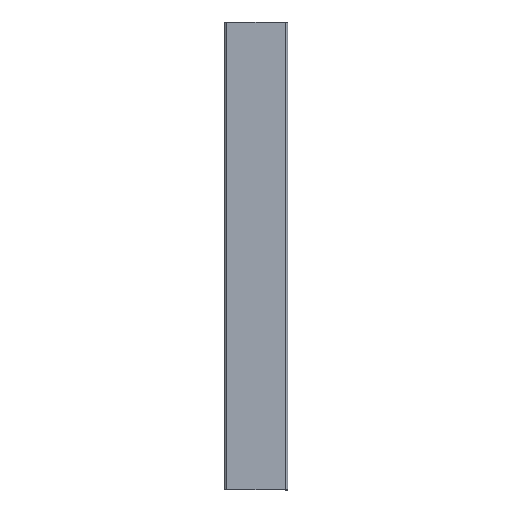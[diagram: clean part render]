
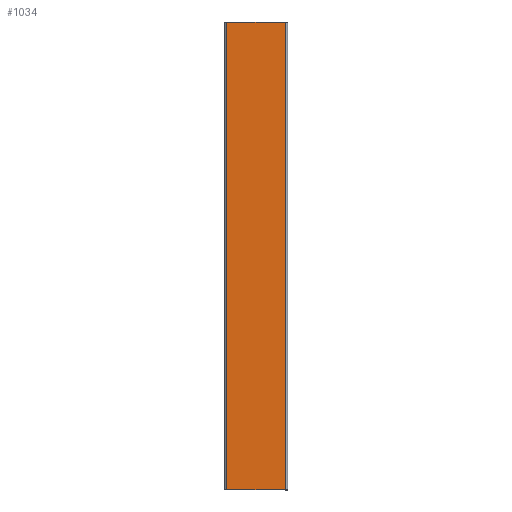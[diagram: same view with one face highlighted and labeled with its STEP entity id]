
A CAD part, top view. The second image highlights one B-rep face of the part: STEP entity #1034.
In plain terms, the highlighted planar face has unit normal (0, 0, 1).
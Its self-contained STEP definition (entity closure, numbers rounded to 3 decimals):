
#95=FACE_OUTER_BOUND('',#148,.T.);
#148=EDGE_LOOP('',(#881,#882,#883,#884));
#268=LINE('',#1674,#393);
#269=LINE('',#1677,#394);
#270=LINE('',#1679,#395);
#271=LINE('',#1680,#396);
#393=VECTOR('',#1373,10.);
#394=VECTOR('',#1376,10.);
#395=VECTOR('',#1377,10.);
#396=VECTOR('',#1378,10.);
#496=VERTEX_POINT('',#1670);
#497=VERTEX_POINT('',#1672);
#498=VERTEX_POINT('',#1676);
#499=VERTEX_POINT('',#1678);
#636=EDGE_CURVE('',#496,#497,#268,.T.);
#637=EDGE_CURVE('',#496,#498,#269,.T.);
#638=EDGE_CURVE('',#499,#497,#270,.T.);
#639=EDGE_CURVE('',#498,#499,#271,.T.);
#881=ORIENTED_EDGE('',*,*,#637,.F.);
#882=ORIENTED_EDGE('',*,*,#636,.T.);
#883=ORIENTED_EDGE('',*,*,#638,.F.);
#884=ORIENTED_EDGE('',*,*,#639,.F.);
#982=PLANE('',#1121);
#1034=ADVANCED_FACE('',(#95),#982,.T.);
#1121=AXIS2_PLACEMENT_3D('',#1675,#1374,#1375);
#1373=DIRECTION('',(0.,-1.,0.));
#1374=DIRECTION('center_axis',(0.,0.,1.));
#1375=DIRECTION('ref_axis',(-1.,0.,0.));
#1376=DIRECTION('',(1.,0.,0.));
#1377=DIRECTION('',(-1.,0.,0.));
#1378=DIRECTION('',(0.,-1.,0.));
#1670=CARTESIAN_POINT('',(-18.25,223.,2.75));
#1672=CARTESIAN_POINT('',(-18.25,-69.,2.75));
#1674=CARTESIAN_POINT('',(-18.25,223.,2.75));
#1675=CARTESIAN_POINT('Origin',(18.25,223.,2.75));
#1676=CARTESIAN_POINT('',(18.25,223.,2.75));
#1677=CARTESIAN_POINT('',(-18.25,223.,2.75));
#1678=CARTESIAN_POINT('',(18.25,-69.,2.75));
#1679=CARTESIAN_POINT('',(-18.25,-69.,2.75));
#1680=CARTESIAN_POINT('',(18.25,223.,2.75));
